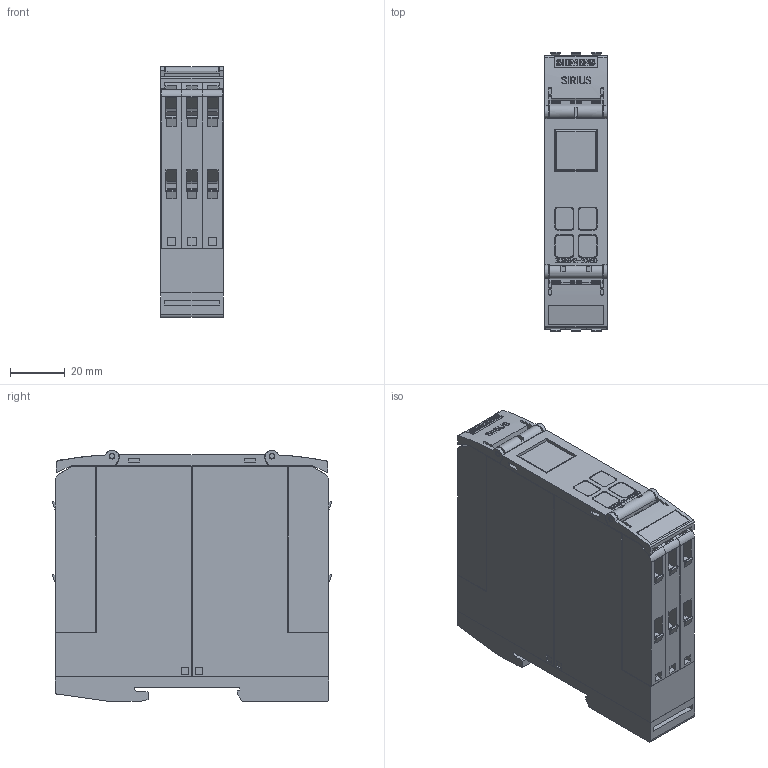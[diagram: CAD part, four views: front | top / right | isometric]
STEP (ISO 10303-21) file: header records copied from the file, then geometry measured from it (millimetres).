
FILE_DESCRIPTION(('STEP AP214'),'1');
FILE_NAME('cctmp_56A98F56-61C7-48D0-AD83-45A89D3ED3B9_2024_05_27_11_12_25_0210..stp','2024-05-27T09:12:26',('SIEMENS A&D'),('CADClick - www.CADClick.com'),'Spatial InterOp 3D',' ','unknown authorization');
FILE_SCHEMA(('AUTOMOTIVE_DESIGN'));
Length unit declared in the file: millimetre
Products named in the file (1): 3UG5642-2CW30
Bounding box: 22.8 x 101.96 x 91.6 mm (x, y, z)
Volume: 188995.7 mm3; surface area: 52831.2 mm2
Topology: 1 solids, 1 shells, 1752 faces, 4978 edges, 3304 vertices
Faces by surface type: plane 1491, cylinder 245, torus 16
Entity records: 70935 total; most frequent: CARTESIAN_POINT 10703, ORIENTED_EDGE 9940, DIRECTION 9047, EDGE_CURVE 4970, LINE 4307, VECTOR 4307, VERTEX_POINT 3304, AXIS2_PLACEMENT_3D 2370
